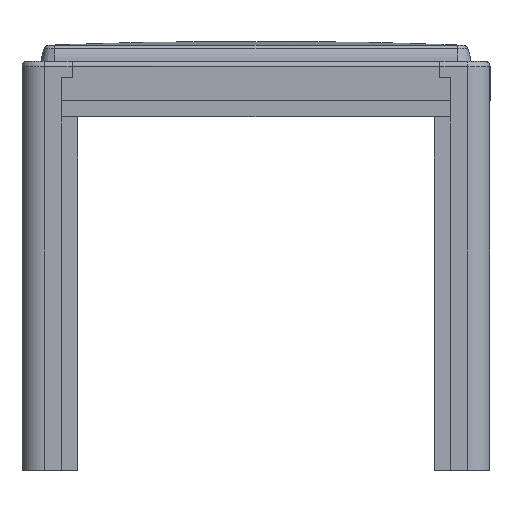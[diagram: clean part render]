
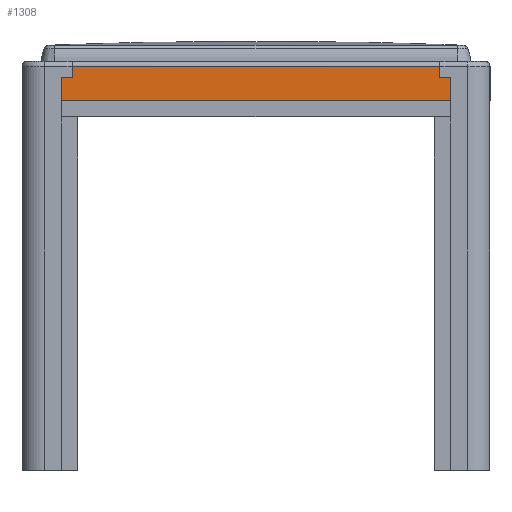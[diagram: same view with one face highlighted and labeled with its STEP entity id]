
A CAD part, left-side view. The second image highlights one B-rep face of the part: STEP entity #1308.
In plain terms, the highlighted planar face has unit normal (-1, 0, 0).
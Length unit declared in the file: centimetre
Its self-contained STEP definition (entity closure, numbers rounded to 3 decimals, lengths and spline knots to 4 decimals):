
#1308=ADVANCED_FACE('',(#1709),#6614,.T.);
#1709=FACE_OUTER_BOUND('',#2110,.T.);
#2110=EDGE_LOOP('',(#3272,#3273,#3274,#3275,#3276,#3277,#3278,#3279));
#3272=ORIENTED_EDGE('',*,*,#4478,.F.);
#3273=ORIENTED_EDGE('',*,*,#4479,.T.);
#3274=ORIENTED_EDGE('',*,*,#4480,.T.);
#3275=ORIENTED_EDGE('',*,*,#4481,.T.);
#3276=ORIENTED_EDGE('',*,*,#4482,.T.);
#3277=ORIENTED_EDGE('',*,*,#4483,.T.);
#3278=ORIENTED_EDGE('',*,*,#4484,.T.);
#3279=ORIENTED_EDGE('',*,*,#4485,.T.);
#4478=EDGE_CURVE('',#6092,#6089,#5362,.T.);
#4479=EDGE_CURVE('',#6092,#6093,#5363,.T.);
#4480=EDGE_CURVE('',#6093,#6094,#5364,.T.);
#4481=EDGE_CURVE('',#6094,#6095,#5365,.T.);
#4482=EDGE_CURVE('',#6095,#6096,#5366,.T.);
#4483=EDGE_CURVE('',#6096,#6097,#5367,.T.);
#4484=EDGE_CURVE('',#6097,#6098,#5368,.T.);
#4485=EDGE_CURVE('',#6098,#6089,#5369,.T.);
#5362=B_SPLINE_CURVE_WITH_KNOTS('',1,(#11730,#11731),.UNSPECIFIED.,.F.,
 .F.,(2,2),(-33.,0.),.UNSPECIFIED.);
#5363=B_SPLINE_CURVE_WITH_KNOTS('',1,(#11732,#11733),.UNSPECIFIED.,.F.,
 .F.,(2,2),(0.,1.),.UNSPECIFIED.);
#5364=B_SPLINE_CURVE_WITH_KNOTS('',1,(#11734,#11735),.UNSPECIFIED.,.F.,
 .F.,(2,2),(0.,1.),.UNSPECIFIED.);
#5365=B_SPLINE_CURVE_WITH_KNOTS('',1,(#11736,#11737),.UNSPECIFIED.,.F.,
 .F.,(2,2),(0.,2.),.UNSPECIFIED.);
#5366=B_SPLINE_CURVE_WITH_KNOTS('',1,(#11738,#11739),.UNSPECIFIED.,.F.,
 .F.,(2,2),(0.,35.),.UNSPECIFIED.);
#5367=B_SPLINE_CURVE_WITH_KNOTS('',1,(#11740,#11741),.UNSPECIFIED.,.F.,
 .F.,(2,2),(0.,2.),.UNSPECIFIED.);
#5368=B_SPLINE_CURVE_WITH_KNOTS('',1,(#11742,#11743),.UNSPECIFIED.,.F.,
 .F.,(2,2),(0.,1.),.UNSPECIFIED.);
#5369=B_SPLINE_CURVE_WITH_KNOTS('',1,(#11744,#11745),.UNSPECIFIED.,.F.,
 .F.,(2,2),(0.,1.),.UNSPECIFIED.);
#6089=VERTEX_POINT('',#11706);
#6092=VERTEX_POINT('',#11709);
#6093=VERTEX_POINT('',#11710);
#6094=VERTEX_POINT('',#11711);
#6095=VERTEX_POINT('',#11712);
#6096=VERTEX_POINT('',#11713);
#6097=VERTEX_POINT('',#11714);
#6098=VERTEX_POINT('',#11715);
#6614=PLANE('',#7016);
#7016=AXIS2_PLACEMENT_3D('',#11700,#7402,$);
#7402=DIRECTION('',(-1.,0.,0.));
#11700=CARTESIAN_POINT('',(-2.,42.012,31.888));
#11706=CARTESIAN_POINT('',(-2.,4.5,35.2));
#11709=CARTESIAN_POINT('',(-2.,37.5,35.2));
#11710=CARTESIAN_POINT('',(-2.,37.5,34.2));
#11711=CARTESIAN_POINT('',(-2.,38.5,34.2));
#11712=CARTESIAN_POINT('',(-2.,38.5,32.2));
#11713=CARTESIAN_POINT('',(-2.,3.5,32.2));
#11714=CARTESIAN_POINT('',(-2.,3.5,34.2));
#11715=CARTESIAN_POINT('',(-2.,4.5,34.2));
#11730=CARTESIAN_POINT('',(-2.,37.5,35.2));
#11731=CARTESIAN_POINT('',(-2.,4.5,35.2));
#11732=CARTESIAN_POINT('',(-2.,37.5,35.2));
#11733=CARTESIAN_POINT('',(-2.,37.5,34.2));
#11734=CARTESIAN_POINT('',(-2.,37.5,34.2));
#11735=CARTESIAN_POINT('',(-2.,38.5,34.2));
#11736=CARTESIAN_POINT('',(-2.,38.5,34.2));
#11737=CARTESIAN_POINT('',(-2.,38.5,32.2));
#11738=CARTESIAN_POINT('',(-2.,38.5,32.2));
#11739=CARTESIAN_POINT('',(-2.,3.5,32.2));
#11740=CARTESIAN_POINT('',(-2.,3.5,32.2));
#11741=CARTESIAN_POINT('',(-2.,3.5,34.2));
#11742=CARTESIAN_POINT('',(-2.,3.5,34.2));
#11743=CARTESIAN_POINT('',(-2.,4.5,34.2));
#11744=CARTESIAN_POINT('',(-2.,4.5,34.2));
#11745=CARTESIAN_POINT('',(-2.,4.5,35.2));
